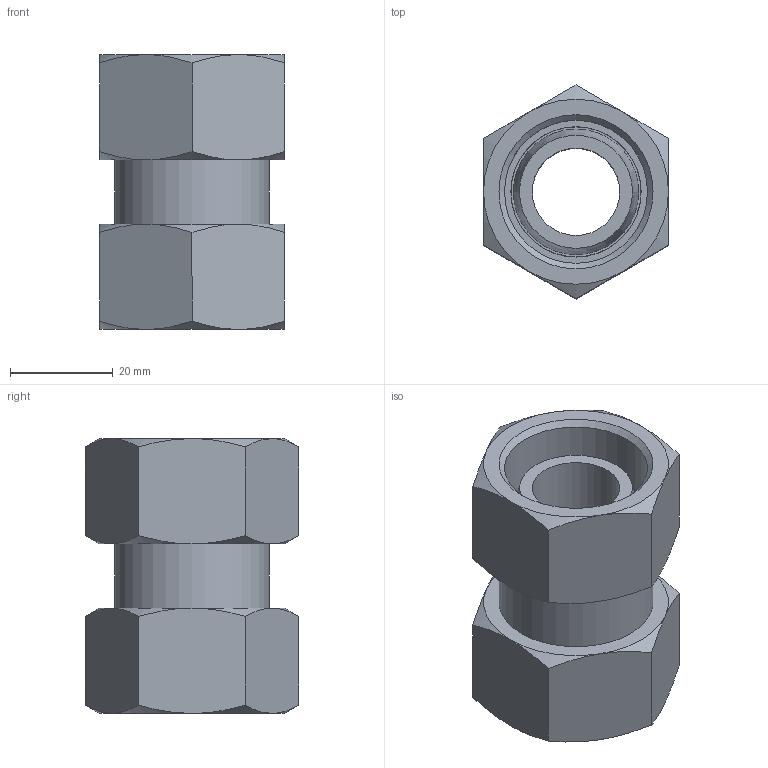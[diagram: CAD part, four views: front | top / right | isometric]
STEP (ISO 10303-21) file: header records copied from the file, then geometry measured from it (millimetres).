
FILE_DESCRIPTION(/* description */ ('STEP AP203'),/* implementation_level */ '2;1');
FILE_NAME(/* name */ 'Double Cone DKS 22-02',/* time_stamp */ '2024-12-03T06:12:32+01:00',/* author */ ('License CC BY-ND 4.0'),/* organization */ ('CADENAS'),/* preprocessor_version */ 'ST-DEVELOPER v19.3',/* originating_system */ 'PARTsolutions',/* authorisation */ ' ');
FILE_SCHEMA (('CONFIG_CONTROL_DESIGN'));
Length unit declared in the file: millimetre
Products named in the file (1): Doppelkegel DKS 22-02
Bounding box: 36 x 41.57 x 53.5 mm (x, y, z)
Volume: 34978.6 mm3; surface area: 15228.8 mm2
Topology: 1 solids, 1 shells, 62 faces, 122 edges, 72 vertices
Faces by surface type: cone 32, plane 24, cylinder 4, torus 2
Full cylindrical faces by diameter (mm): 17 x1, 27.835 x2, 30 x1
Entity records: 1598 total; most frequent: CARTESIAN_POINT 403, DIRECTION 234, ORIENTED_EDGE 216, AXIS2_PLACEMENT_3D 111, EDGE_CURVE 108, EDGE_LOOP 88, FACE_BOUND 88, VERTEX_POINT 72
